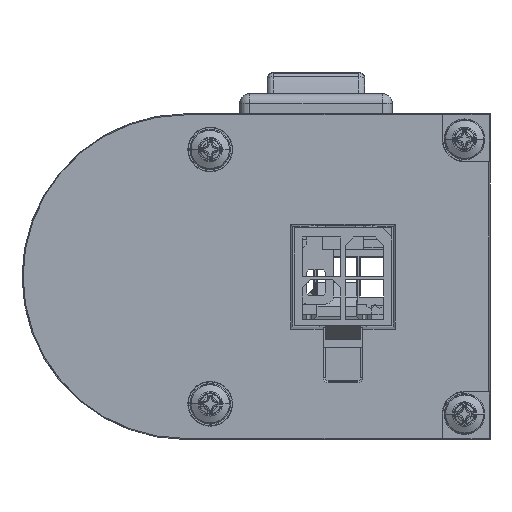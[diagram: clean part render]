
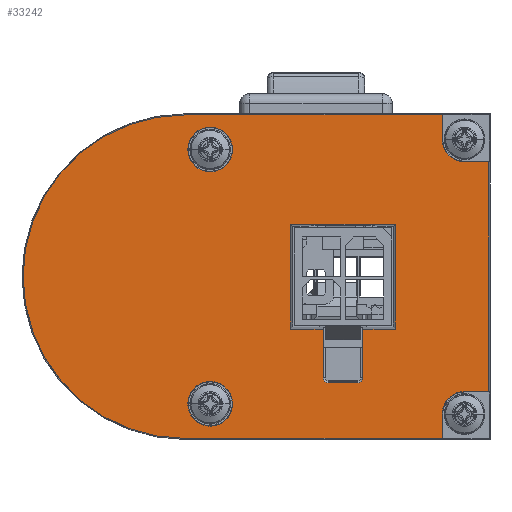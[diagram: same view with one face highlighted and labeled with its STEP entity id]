
A CAD part, left-side view. The second image highlights one B-rep face of the part: STEP entity #33242.
In plain terms, the highlighted face is planar.
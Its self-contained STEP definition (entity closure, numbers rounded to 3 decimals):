
#30697=CARTESIAN_POINT('',(12.5,-2.5,0.));
#30698=DIRECTION('',(0.,0.,1.));
#30699=DIRECTION('',(1.,0.,0.));
#30700=AXIS2_PLACEMENT_3D('',#30697,#30698,#30699);
#30702=CARTESIAN_POINT('',(12.5,-2.5,0.));
#30703=DIRECTION('',(0.,0.,1.));
#30704=DIRECTION('',(-1.,0.,0.));
#30705=AXIS2_PLACEMENT_3D('',#30702,#30703,#30704);
#30707=CARTESIAN_POINT('',(-12.5,-2.5,0.));
#30708=DIRECTION('',(0.,0.,1.));
#30709=DIRECTION('',(1.,0.,0.));
#30710=AXIS2_PLACEMENT_3D('',#30707,#30708,#30709);
#30712=CARTESIAN_POINT('',(-12.5,-2.5,0.));
#30713=DIRECTION('',(0.,0.,1.));
#30714=DIRECTION('',(-1.,0.,0.));
#30715=AXIS2_PLACEMENT_3D('',#30712,#30713,#30714);
#30717=DIRECTION('',(0.,1.,0.));
#30718=VECTOR('',#30717,3.2);
#30719=CARTESIAN_POINT('',(-5.15,-20.7,0.));
#30720=LINE('',#30719,#30718);
#30721=DIRECTION('',(-1.,0.,0.));
#30722=VECTOR('',#30721,10.3);
#30723=CARTESIAN_POINT('',(5.15,-20.7,0.));
#30724=LINE('',#30723,#30722);
#30725=DIRECTION('',(0.,-1.,0.));
#30726=VECTOR('',#30725,10.3);
#30727=CARTESIAN_POINT('',(5.15,-10.4,0.));
#30728=LINE('',#30727,#30726);
#30729=DIRECTION('',(1.,0.,0.));
#30730=VECTOR('',#30729,10.3);
#30731=CARTESIAN_POINT('',(-5.15,-10.4,0.));
#30732=LINE('',#30731,#30730);
#30733=DIRECTION('',(0.,1.,0.));
#30734=VECTOR('',#30733,3.2);
#30735=CARTESIAN_POINT('',(-5.15,-13.6,0.));
#30736=LINE('',#30735,#30734);
#30737=DIRECTION('',(-1.,0.,0.));
#30738=VECTOR('',#30737,4.8);
#30739=CARTESIAN_POINT('',(-5.15,-13.6,0.));
#30740=LINE('',#30739,#30738);
#30741=CARTESIAN_POINT('',(-9.95,-14.1,0.));
#30742=DIRECTION('',(0.,0.,1.));
#30743=DIRECTION('',(0.,1.,0.));
#30744=AXIS2_PLACEMENT_3D('',#30741,#30742,#30743);
#30746=DIRECTION('',(0.,-1.,0.));
#30747=VECTOR('',#30746,2.9);
#30748=CARTESIAN_POINT('',(-10.45,-14.1,0.));
#30749=LINE('',#30748,#30747);
#30750=CARTESIAN_POINT('',(-9.95,-17.,0.));
#30751=DIRECTION('',(0.,0.,1.));
#30752=DIRECTION('',(-1.,0.,0.));
#30753=AXIS2_PLACEMENT_3D('',#30750,#30751,#30752);
#30755=DIRECTION('',(1.,0.,0.));
#30756=VECTOR('',#30755,4.8);
#30757=CARTESIAN_POINT('',(-9.95,-17.5,0.));
#30758=LINE('',#30757,#30756);
#30759=CARTESIAN_POINT('',(0.,0.,0.));
#30760=DIRECTION('',(0.,0.,1.));
#30761=DIRECTION('',(1.,0.,0.));
#30762=AXIS2_PLACEMENT_3D('',#30759,#30760,#30761);
#30764=DIRECTION('',(0.,1.,0.));
#30765=VECTOR('',#30764,25.3);
#30766=CARTESIAN_POINT('',(15.895,-25.3,0.));
#30767=LINE('',#30766,#30765);
#30768=DIRECTION('',(-1.,0.,0.));
#30769=VECTOR('',#30768,2.395);
#30770=CARTESIAN_POINT('',(15.895,-25.3,0.));
#30771=LINE('',#30770,#30769);
#30772=CARTESIAN_POINT('',(13.5,-27.5,0.));
#30773=DIRECTION('',(0.,0.,1.));
#30774=DIRECTION('',(0.,1.,0.));
#30775=AXIS2_PLACEMENT_3D('',#30772,#30773,#30774);
#30777=DIRECTION('',(0.,1.,0.));
#30778=VECTOR('',#30777,2.395);
#30779=CARTESIAN_POINT('',(11.3,-29.895,0.));
#30780=LINE('',#30779,#30778);
#30781=DIRECTION('',(1.,0.,0.));
#30782=VECTOR('',#30781,22.6);
#30783=CARTESIAN_POINT('',(-11.3,-29.895,0.));
#30784=LINE('',#30783,#30782);
#30785=DIRECTION('',(0.,1.,0.));
#30786=VECTOR('',#30785,2.395);
#30787=CARTESIAN_POINT('',(-11.3,-29.895,0.));
#30788=LINE('',#30787,#30786);
#30789=CARTESIAN_POINT('',(-13.5,-27.5,0.));
#30790=DIRECTION('',(0.,0.,1.));
#30791=DIRECTION('',(1.,0.,0.));
#30792=AXIS2_PLACEMENT_3D('',#30789,#30790,#30791);
#30794=DIRECTION('',(1.,0.,0.));
#30795=VECTOR('',#30794,2.395);
#30796=CARTESIAN_POINT('',(-15.895,-25.3,0.));
#30797=LINE('',#30796,#30795);
#30798=DIRECTION('',(0.,1.,0.));
#30799=VECTOR('',#30798,25.3);
#30800=CARTESIAN_POINT('',(-15.895,-25.3,0.));
#30801=LINE('',#30800,#30799);
#32747=CARTESIAN_POINT('',(14.7,-2.5,0.));
#32748=CARTESIAN_POINT('',(10.3,-2.5,0.));
#32749=VERTEX_POINT('',#32747);
#32750=VERTEX_POINT('',#32748);
#32751=CARTESIAN_POINT('',(-10.3,-2.5,0.));
#32752=CARTESIAN_POINT('',(-14.7,-2.5,0.));
#32753=VERTEX_POINT('',#32751);
#32754=VERTEX_POINT('',#32752);
#32879=CARTESIAN_POINT('',(15.895,0.,0.));
#32881=VERTEX_POINT('',#32879);
#32883=CARTESIAN_POINT('',(-15.895,0.,0.));
#32885=VERTEX_POINT('',#32883);
#32890=CARTESIAN_POINT('',(-10.45,-14.1,0.));
#32891=CARTESIAN_POINT('',(-10.45,-17.,0.));
#32892=VERTEX_POINT('',#32890);
#32893=VERTEX_POINT('',#32891);
#32894=CARTESIAN_POINT('',(-9.95,-13.6,0.));
#32895=VERTEX_POINT('',#32894);
#32896=CARTESIAN_POINT('',(-9.95,-17.5,0.));
#32897=VERTEX_POINT('',#32896);
#32939=CARTESIAN_POINT('',(-5.15,-13.6,0.));
#32940=VERTEX_POINT('',#32939);
#32941=CARTESIAN_POINT('',(-5.15,-17.5,0.));
#32942=VERTEX_POINT('',#32941);
#32952=CARTESIAN_POINT('',(5.15,-20.7,0.));
#32954=VERTEX_POINT('',#32952);
#32956=CARTESIAN_POINT('',(-5.15,-20.7,0.));
#32958=VERTEX_POINT('',#32956);
#32959=CARTESIAN_POINT('',(5.15,-10.4,0.));
#32961=VERTEX_POINT('',#32959);
#32964=CARTESIAN_POINT('',(-5.15,-10.4,0.));
#32966=VERTEX_POINT('',#32964);
#33044=CARTESIAN_POINT('',(13.5,-25.3,0.));
#33045=CARTESIAN_POINT('',(11.3,-27.5,0.));
#33046=VERTEX_POINT('',#33044);
#33047=VERTEX_POINT('',#33045);
#33048=CARTESIAN_POINT('',(-11.3,-27.5,0.));
#33049=CARTESIAN_POINT('',(-13.5,-25.3,0.));
#33050=VERTEX_POINT('',#33048);
#33051=VERTEX_POINT('',#33049);
#33052=CARTESIAN_POINT('',(15.895,-25.3,0.));
#33053=VERTEX_POINT('',#33052);
#33054=CARTESIAN_POINT('',(11.3,-29.895,0.));
#33055=VERTEX_POINT('',#33054);
#33056=CARTESIAN_POINT('',(-11.3,-29.895,0.));
#33057=VERTEX_POINT('',#33056);
#33058=CARTESIAN_POINT('',(-15.895,-25.3,0.));
#33059=VERTEX_POINT('',#33058);
#33181=CARTESIAN_POINT('',(0.,0.,0.));
#33182=DIRECTION('',(0.,0.,1.));
#33183=DIRECTION('',(1.,0.,0.));
#33184=AXIS2_PLACEMENT_3D('',#33181,#33182,#33183);
#33185=PLANE('',#33184);
#33187=ORIENTED_EDGE('',*,*,#33186,.F.);
#33189=ORIENTED_EDGE('',*,*,#33188,.F.);
#33191=ORIENTED_EDGE('',*,*,#33190,.T.);
#33193=ORIENTED_EDGE('',*,*,#33192,.T.);
#33195=ORIENTED_EDGE('',*,*,#33194,.F.);
#33197=ORIENTED_EDGE('',*,*,#33196,.F.);
#33199=ORIENTED_EDGE('',*,*,#33198,.T.);
#33201=ORIENTED_EDGE('',*,*,#33200,.T.);
#33203=ORIENTED_EDGE('',*,*,#33202,.F.);
#33205=ORIENTED_EDGE('',*,*,#33204,.T.);
#33206=EDGE_LOOP('',(#33187,#33189,#33191,#33193,#33195,#33197,#33199,#33201,
#33203,#33205));
#33207=FACE_OUTER_BOUND('',#33206,.F.);
#33209=ORIENTED_EDGE('',*,*,#33208,.T.);
#33211=ORIENTED_EDGE('',*,*,#33210,.T.);
#33212=EDGE_LOOP('',(#33209,#33211));
#33213=FACE_BOUND('',#33212,.F.);
#33215=ORIENTED_EDGE('',*,*,#33214,.F.);
#33217=ORIENTED_EDGE('',*,*,#33216,.F.);
#33219=ORIENTED_EDGE('',*,*,#33218,.F.);
#33221=ORIENTED_EDGE('',*,*,#33220,.F.);
#33223=ORIENTED_EDGE('',*,*,#33222,.F.);
#33225=ORIENTED_EDGE('',*,*,#33224,.T.);
#33227=ORIENTED_EDGE('',*,*,#33226,.T.);
#33229=ORIENTED_EDGE('',*,*,#33228,.T.);
#33231=ORIENTED_EDGE('',*,*,#33230,.T.);
#33233=ORIENTED_EDGE('',*,*,#33232,.T.);
#33234=EDGE_LOOP('',(#33215,#33217,#33219,#33221,#33223,#33225,#33227,#33229,
#33231,#33233));
#33235=FACE_BOUND('',#33234,.F.);
#33237=ORIENTED_EDGE('',*,*,#33236,.T.);
#33239=ORIENTED_EDGE('',*,*,#33238,.T.);
#33240=EDGE_LOOP('',(#33237,#33239));
#33241=FACE_BOUND('',#33240,.F.);
#33242=ADVANCED_FACE('',(#33207,#33213,#33235,#33241),#33185,.T.);
#30701=CIRCLE('',#30700,2.2);
#30706=CIRCLE('',#30705,2.2);
#30711=CIRCLE('',#30710,2.2);
#30716=CIRCLE('',#30715,2.2);
#30745=CIRCLE('',#30744,0.5);
#30754=CIRCLE('',#30753,0.5);
#30763=CIRCLE('',#30762,15.895);
#30776=CIRCLE('',#30775,2.2);
#30793=CIRCLE('',#30792,2.2);
#33186=EDGE_CURVE('',#32881,#32885,#30763,.T.);
#33188=EDGE_CURVE('',#33053,#32881,#30767,.T.);
#33190=EDGE_CURVE('',#33053,#33046,#30771,.T.);
#33192=EDGE_CURVE('',#33046,#33047,#30776,.T.);
#33194=EDGE_CURVE('',#33055,#33047,#30780,.T.);
#33196=EDGE_CURVE('',#33057,#33055,#30784,.T.);
#33198=EDGE_CURVE('',#33057,#33050,#30788,.T.);
#33200=EDGE_CURVE('',#33050,#33051,#30793,.T.);
#33202=EDGE_CURVE('',#33059,#33051,#30797,.T.);
#33204=EDGE_CURVE('',#33059,#32885,#30801,.T.);
#33208=EDGE_CURVE('',#32753,#32754,#30711,.T.);
#33210=EDGE_CURVE('',#32754,#32753,#30716,.T.);
#33214=EDGE_CURVE('',#32958,#32942,#30720,.T.);
#33216=EDGE_CURVE('',#32954,#32958,#30724,.T.);
#33218=EDGE_CURVE('',#32961,#32954,#30728,.T.);
#33220=EDGE_CURVE('',#32966,#32961,#30732,.T.);
#33222=EDGE_CURVE('',#32940,#32966,#30736,.T.);
#33224=EDGE_CURVE('',#32940,#32895,#30740,.T.);
#33226=EDGE_CURVE('',#32895,#32892,#30745,.T.);
#33228=EDGE_CURVE('',#32892,#32893,#30749,.T.);
#33230=EDGE_CURVE('',#32893,#32897,#30754,.T.);
#33232=EDGE_CURVE('',#32897,#32942,#30758,.T.);
#33236=EDGE_CURVE('',#32749,#32750,#30701,.T.);
#33238=EDGE_CURVE('',#32750,#32749,#30706,.T.);
